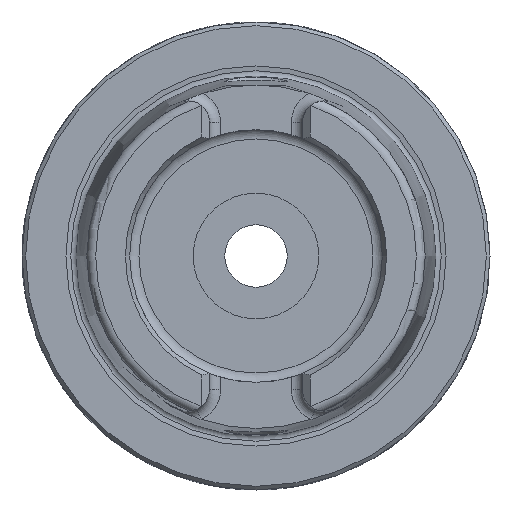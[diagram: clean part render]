
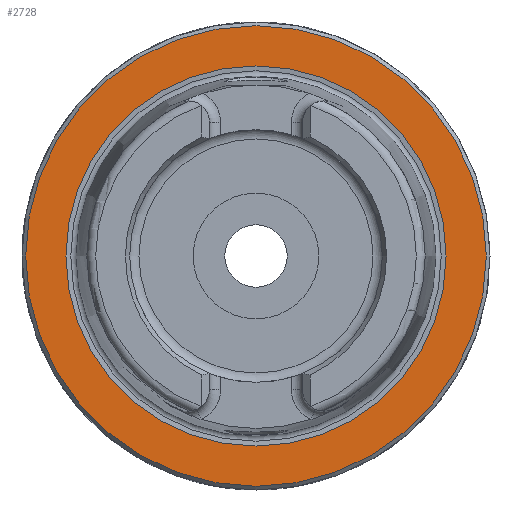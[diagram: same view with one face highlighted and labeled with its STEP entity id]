
A CAD part, left-side view. The second image highlights one B-rep face of the part: STEP entity #2728.
In plain terms, the highlighted planar face has unit normal (-1, 0, 0).
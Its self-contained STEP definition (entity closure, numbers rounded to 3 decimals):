
#108=FACE_BOUND('',#726,.T.);
#150=PLANE('',#3120);
#575=FACE_OUTER_BOUND('',#725,.T.);
#725=EDGE_LOOP('',(#2525,#2526));
#726=EDGE_LOOP('',(#2527,#2528));
#959=CIRCLE('',#3118,25.588);
#960=CIRCLE('',#3119,25.588);
#961=CIRCLE('',#3121,31.);
#962=CIRCLE('',#3122,31.);
#1264=VERTEX_POINT('',#5686);
#1265=VERTEX_POINT('',#5688);
#1266=VERTEX_POINT('',#5692);
#1267=VERTEX_POINT('',#5693);
#1689=EDGE_CURVE('',#1265,#1264,#959,.T.);
#1690=EDGE_CURVE('',#1264,#1265,#960,.T.);
#1691=EDGE_CURVE('',#1266,#1267,#961,.T.);
#1692=EDGE_CURVE('',#1267,#1266,#962,.T.);
#2525=ORIENTED_EDGE('',*,*,#1691,.F.);
#2526=ORIENTED_EDGE('',*,*,#1692,.F.);
#2527=ORIENTED_EDGE('',*,*,#1689,.T.);
#2528=ORIENTED_EDGE('',*,*,#1690,.T.);
#2728=ADVANCED_FACE('',(#575,#108),#150,.T.);
#3118=AXIS2_PLACEMENT_3D('',#5689,#3977,#3978);
#3119=AXIS2_PLACEMENT_3D('',#5690,#3979,#3980);
#3120=AXIS2_PLACEMENT_3D('',#5691,#3981,#3982);
#3121=AXIS2_PLACEMENT_3D('',#5694,#3983,#3984);
#3122=AXIS2_PLACEMENT_3D('',#5695,#3985,#3986);
#3977=DIRECTION('center_axis',(1.,0.,0.));
#3978=DIRECTION('ref_axis',(0.,0.,-1.));
#3979=DIRECTION('center_axis',(1.,0.,0.));
#3980=DIRECTION('ref_axis',(0.,0.,-1.));
#3981=DIRECTION('center_axis',(-1.,0.,0.));
#3982=DIRECTION('ref_axis',(0.,0.,1.));
#3983=DIRECTION('center_axis',(1.,0.,0.));
#3984=DIRECTION('ref_axis',(0.,0.,-1.));
#3985=DIRECTION('center_axis',(1.,0.,0.));
#3986=DIRECTION('ref_axis',(0.,0.,-1.));
#5686=CARTESIAN_POINT('',(0.,-25.588,0.));
#5688=CARTESIAN_POINT('',(0.,25.588,0.));
#5689=CARTESIAN_POINT('Origin',(0.,0.,0.));
#5690=CARTESIAN_POINT('Origin',(0.,0.,0.));
#5691=CARTESIAN_POINT('Origin',(0.,31.,0.));
#5692=CARTESIAN_POINT('',(0.,31.,0.));
#5693=CARTESIAN_POINT('',(0.,-31.,0.));
#5694=CARTESIAN_POINT('Origin',(0.,0.,0.));
#5695=CARTESIAN_POINT('Origin',(0.,0.,0.));
